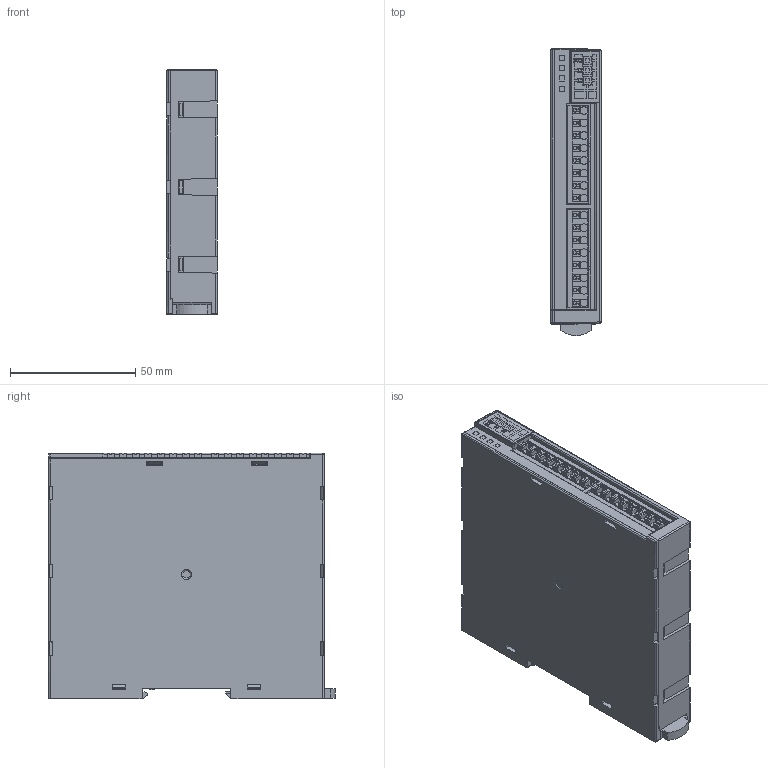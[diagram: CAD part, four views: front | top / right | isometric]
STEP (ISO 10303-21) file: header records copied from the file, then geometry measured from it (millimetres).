
FILE_DESCRIPTION (( 'STEP AP214' ), '1' );
FILE_NAME ('HR5S-C2[S][B][D]-T$$$.STEP', '2020-01-30T01:06:20', ( '' ), ( '' ), 'SwSTEP 2.0', 'SolidWorks 2017', '' );
FILE_SCHEMA (( 'AUTOMOTIVE_DESIGN' ));
Length unit declared in the file: millimetre
Products named in the file (3): FC3A-FIXED-HOOK_蹬怮椔; HR5S-BODY_蹬怮椔; HR5S-C2[S][B][D]-T$$$
Assembly tree (2 placements, depth 2):
  HR5S-C2[S][B][D]-T$$$
    HR5S-BODY_蹬怮椔
    FC3A-FIXED-HOOK_蹬怮椔
Bounding box: 20 x 114.49 x 98 mm (x, y, z)
Volume: 203948.7 mm3; surface area: 40695.7 mm2
Topology: 2 solids, 33 shells, 1678 faces, 4780 edges, 3152 vertices
Faces by surface type: plane 1465, cylinder 175, bspline 14, torus 11, cone 9, sphere 4
Entity records: 54752 total; most frequent: CARTESIAN_POINT 11693, ORIENTED_EDGE 9558, DIRECTION 7875, EDGE_CURVE 4779, VECTOR 4111, LINE 4111, VERTEX_POINT 3152, AXIS2_PLACEMENT_3D 1882
